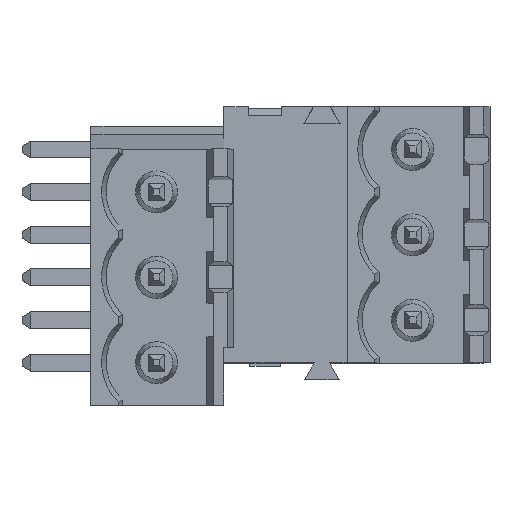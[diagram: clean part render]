
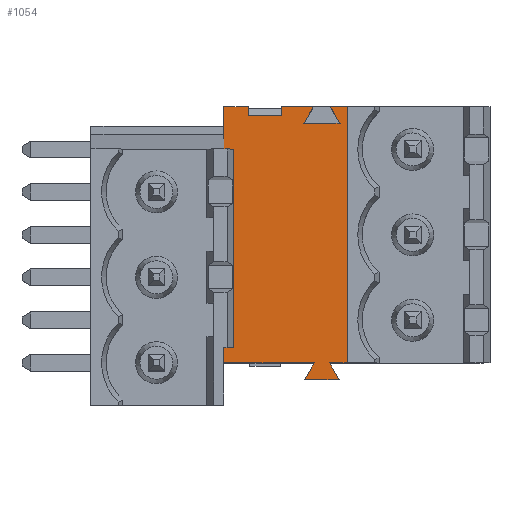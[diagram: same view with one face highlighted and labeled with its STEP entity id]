
A CAD part, top view. The second image highlights one B-rep face of the part: STEP entity #1054.
In plain terms, the highlighted planar face has unit normal (0, 0, 1).
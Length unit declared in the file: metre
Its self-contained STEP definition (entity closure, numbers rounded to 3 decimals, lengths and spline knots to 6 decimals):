
#1054=ADVANCED_FACE('',(#2191),#2192,.F.);
#2191=FACE_OUTER_BOUND('',#3403,.T.);
#2192=PLANE('',#3404);
#3403=EDGE_LOOP('',(#6590,#6591,#6592,#6593,#6594,#6595,#6596,#6597,#6598,#6599,#6600,#6601,#6602,#6603,#6604,#6605,#6606));
#3404=AXIS2_PLACEMENT_3D('',#6607,#6608,#6609);
#6590=ORIENTED_EDGE('',*,*,#7934,.T.);
#6591=ORIENTED_EDGE('',*,*,#8582,.T.);
#6592=ORIENTED_EDGE('',*,*,#7317,.T.);
#6593=ORIENTED_EDGE('',*,*,#7562,.T.);
#6594=ORIENTED_EDGE('',*,*,#7932,.T.);
#6595=ORIENTED_EDGE('',*,*,#8424,.F.);
#6596=ORIENTED_EDGE('',*,*,#8059,.F.);
#6597=ORIENTED_EDGE('',*,*,#8064,.F.);
#6598=ORIENTED_EDGE('',*,*,#8583,.F.);
#6599=ORIENTED_EDGE('',*,*,#8584,.F.);
#6600=ORIENTED_EDGE('',*,*,#8055,.F.);
#6601=ORIENTED_EDGE('',*,*,#8354,.T.);
#6602=ORIENTED_EDGE('',*,*,#7858,.F.);
#6603=ORIENTED_EDGE('',*,*,#7367,.F.);
#6604=ORIENTED_EDGE('',*,*,#7690,.F.);
#6605=ORIENTED_EDGE('',*,*,#8370,.T.);
#6606=ORIENTED_EDGE('',*,*,#8458,.T.);
#6607=CARTESIAN_POINT('',(0.01524,0.01778,-0.0122));
#6608=DIRECTION('',(0.,0.,-1.0));
#6609=DIRECTION('',(1.0,0.,0.));
#7317=EDGE_CURVE('',#8771,#8776,#8778,.T.);
#7367=EDGE_CURVE('',#8863,#8865,#8866,.T.);
#7562=EDGE_CURVE('',#8776,#9207,#9209,.T.);
#7690=EDGE_CURVE('',#9423,#8863,#9425,.T.);
#7858=EDGE_CURVE('',#8865,#9686,#9688,.T.);
#7932=EDGE_CURVE('',#9207,#9805,#9807,.T.);
#7934=EDGE_CURVE('',#9810,#9808,#9811,.T.);
#8055=EDGE_CURVE('',#9987,#9989,#9990,.T.);
#8059=EDGE_CURVE('',#9995,#9997,#9998,.T.);
#8064=EDGE_CURVE('',#10003,#9995,#10005,.T.);
#8354=EDGE_CURVE('',#9987,#9686,#10391,.T.);
#8370=EDGE_CURVE('',#9423,#9717,#10409,.T.);
#8424=EDGE_CURVE('',#9997,#9805,#10477,.T.);
#8458=EDGE_CURVE('',#9717,#9810,#10514,.T.);
#8582=EDGE_CURVE('',#9808,#8771,#10661,.T.);
#8583=EDGE_CURVE('',#10662,#10003,#10663,.T.);
#8584=EDGE_CURVE('',#9989,#10662,#10664,.T.);
#8771=VERTEX_POINT('',#10889);
#8776=VERTEX_POINT('',#10896);
#8778=LINE('',#10899,#10900);
#8863=VERTEX_POINT('',#11025);
#8865=VERTEX_POINT('',#11028);
#8866=LINE('',#11029,#11030);
#9207=VERTEX_POINT('',#11531);
#9209=LINE('',#11534,#11535);
#9423=VERTEX_POINT('',#11856);
#9425=LINE('',#11859,#11860);
#9686=VERTEX_POINT('',#12243);
#9688=LINE('',#12246,#12247);
#9717=VERTEX_POINT('',#12288);
#9805=VERTEX_POINT('',#12416);
#9807=LINE('',#12419,#12420);
#9808=VERTEX_POINT('',#12421);
#9810=VERTEX_POINT('',#12424);
#9811=LINE('',#12425,#12426);
#9987=VERTEX_POINT('',#12699);
#9989=VERTEX_POINT('',#12702);
#9990=LINE('',#12703,#12704);
#9995=VERTEX_POINT('',#12711);
#9997=VERTEX_POINT('',#12714);
#9998=LINE('',#12715,#12716);
#10003=VERTEX_POINT('',#12723);
#10005=LINE('',#12726,#12727);
#10391=LINE('',#13321,#13322);
#10409=LINE('',#13349,#13350);
#10477=LINE('',#13452,#13453);
#10514=LINE('',#13510,#13511);
#10661=LINE('',#13726,#13727);
#10662=VERTEX_POINT('',#13728);
#10663=LINE('',#13729,#13730);
#10664=LINE('',#13731,#13732);
#10889=CARTESIAN_POINT('',(0.01272,0.00154,-0.0122));
#10896=CARTESIAN_POINT('',(0.014765,0.00154,-0.0122));
#10899=CARTESIAN_POINT('',(0.014765,0.00154,-0.0122));
#10900=VECTOR('',#13899,1.0);
#11025=CARTESIAN_POINT('',(0.009361,0.01778,-0.0122));
#11028=CARTESIAN_POINT('',(0.009361,0.01728,-0.0122));
#11029=CARTESIAN_POINT('',(0.009361,0.01778,-0.0122));
#11030=VECTOR('',#13944,1.0);
#11531=CARTESIAN_POINT('',(0.014193,0.00254,-0.0122));
#11534=CARTESIAN_POINT('',(0.014193,0.00254,-0.0122));
#11535=VECTOR('',#14112,1.0);
#11856=CARTESIAN_POINT('',(0.0079,0.01778,-0.0122));
#11859=CARTESIAN_POINT('',(0.01524,0.01778,-0.0122));
#11860=VECTOR('',#14218,1.0);
#12243=CARTESIAN_POINT('',(0.011361,0.01728,-0.0122));
#12246=CARTESIAN_POINT('',(0.01524,0.01728,-0.0122));
#12247=VECTOR('',#14363,1.0);
#12288=CARTESIAN_POINT('',(0.0079,0.015856,-0.0122));
#12416=CARTESIAN_POINT('',(0.01524,0.00254,-0.0122));
#12419=CARTESIAN_POINT('',(0.01524,0.00254,-0.0122));
#12420=VECTOR('',#14435,1.0);
#12421=CARTESIAN_POINT('',(0.013293,0.00254,-0.0122));
#12424=CARTESIAN_POINT('',(0.0079,0.00254,-0.0122));
#12425=CARTESIAN_POINT('',(0.01524,0.00254,-0.0122));
#12426=VECTOR('',#14437,1.0);
#12699=CARTESIAN_POINT('',(0.011361,0.01778,-0.0122));
#12702=CARTESIAN_POINT('',(0.013243,0.01778,-0.0122));
#12703=CARTESIAN_POINT('',(0.01524,0.01778,-0.0122));
#12704=VECTOR('',#14536,1.0);
#12711=CARTESIAN_POINT('',(0.014243,0.01778,-0.0122));
#12714=CARTESIAN_POINT('',(0.01524,0.01778,-0.0122));
#12715=CARTESIAN_POINT('',(0.01524,0.01778,-0.0122));
#12716=VECTOR('',#14540,1.0);
#12723=CARTESIAN_POINT('',(0.014818,0.01678,-0.0122));
#12726=CARTESIAN_POINT('',(0.01449,0.017349,-0.0122));
#12727=VECTOR('',#14544,1.0);
#13321=CARTESIAN_POINT('',(0.011361,0.01778,-0.0122));
#13322=VECTOR('',#14759,1.0);
#13349=CARTESIAN_POINT('',(0.0079,0.01778,-0.0122));
#13350=VECTOR('',#14769,1.0);
#13452=CARTESIAN_POINT('',(0.01524,0.01778,-0.0122));
#13453=VECTOR('',#14807,1.0);
#13510=CARTESIAN_POINT('',(0.0079,0.01778,-0.0122));
#13511=VECTOR('',#14828,1.0);
#13726=CARTESIAN_POINT('',(0.01272,0.00154,-0.0122));
#13727=VECTOR('',#14915,1.0);
#13728=CARTESIAN_POINT('',(0.012668,0.01678,-0.0122));
#13729=CARTESIAN_POINT('',(0.01524,0.01678,-0.0122));
#13730=VECTOR('',#14916,1.0);
#13731=CARTESIAN_POINT('',(0.013739,0.018643,-0.0122));
#13732=VECTOR('',#14917,1.0);
#13899=DIRECTION('',(1.0,0.,0.));
#13944=DIRECTION('',(0.,-1.0,0.));
#14112=DIRECTION('',(-0.497,0.868,0.));
#14218=DIRECTION('',(1.0,0.,0.));
#14363=DIRECTION('',(1.0,0.,0.));
#14435=DIRECTION('',(1.0,0.,0.));
#14437=DIRECTION('',(1.0,0.,0.));
#14536=DIRECTION('',(1.0,0.,0.));
#14540=DIRECTION('',(1.0,0.,0.));
#14544=DIRECTION('',(-0.498,0.867,0.));
#14759=DIRECTION('',(0.,-1.0,0.));
#14769=DIRECTION('',(0.,-1.0,0.));
#14807=DIRECTION('',(0.,-1.0,0.));
#14828=DIRECTION('',(0.,-1.0,0.));
#14915=DIRECTION('',(-0.497,-0.868,0.));
#14916=DIRECTION('',(1.0,0.,0.));
#14917=DIRECTION('',(-0.498,-0.867,0.));
